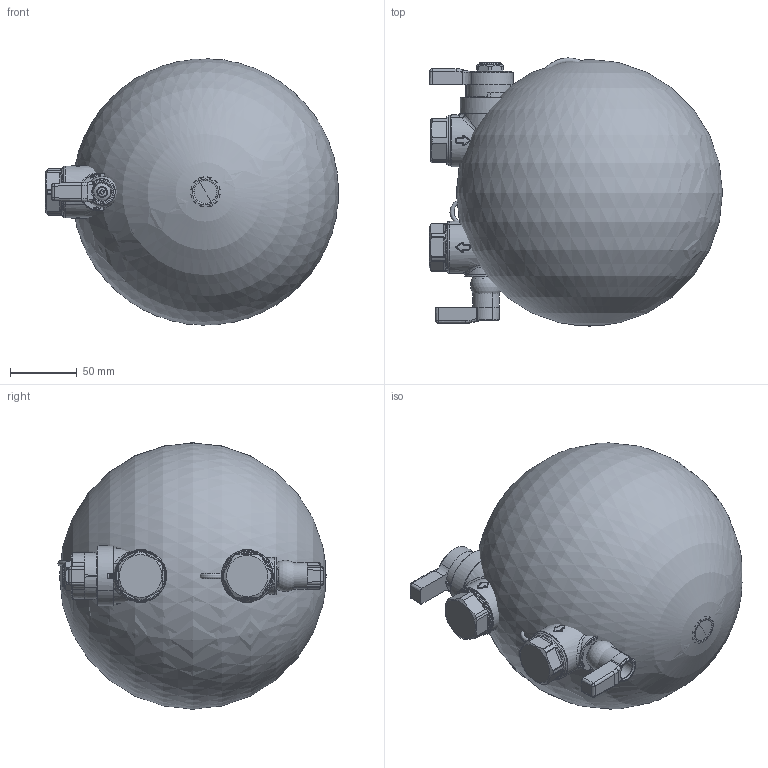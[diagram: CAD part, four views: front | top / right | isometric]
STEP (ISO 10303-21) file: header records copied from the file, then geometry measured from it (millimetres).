
FILE_DESCRIPTION((''),'2;1');
FILE_NAME('149510_H20_SW0001','2017-06-14T',('sparenzan'),(''),'CREO PARAMETRIC BY PTC INC, 2016050','CREO PARAMETRIC BY PTC INC, 2016050','');
FILE_SCHEMA(('CONFIG_CONTROL_DESIGN'));
Products named in the file (1): 149510_H20_SW0001
Bounding box: 219.99 x 201.13 x 199.94 mm (x, y, z)
Surface area: 365578.6 mm2 (no closed solid volume)
Topology: 0 solids, 0 shells, 2966 faces, 13126 edges, 12947 vertices
Faces by surface type: bspline 2757, torus 108, sphere 101
Entity records: 267216 total; most frequent: CARTESIAN_POINT 153710, DIRECTION 16179, TRIMMED_CURVE 14438, VECTOR 13115, LINE 13115, DEFINITIONAL_REPRESENTATION 12857, PCURVE 12857, COMPOSITE_CURVE_SEGMENT 12857
